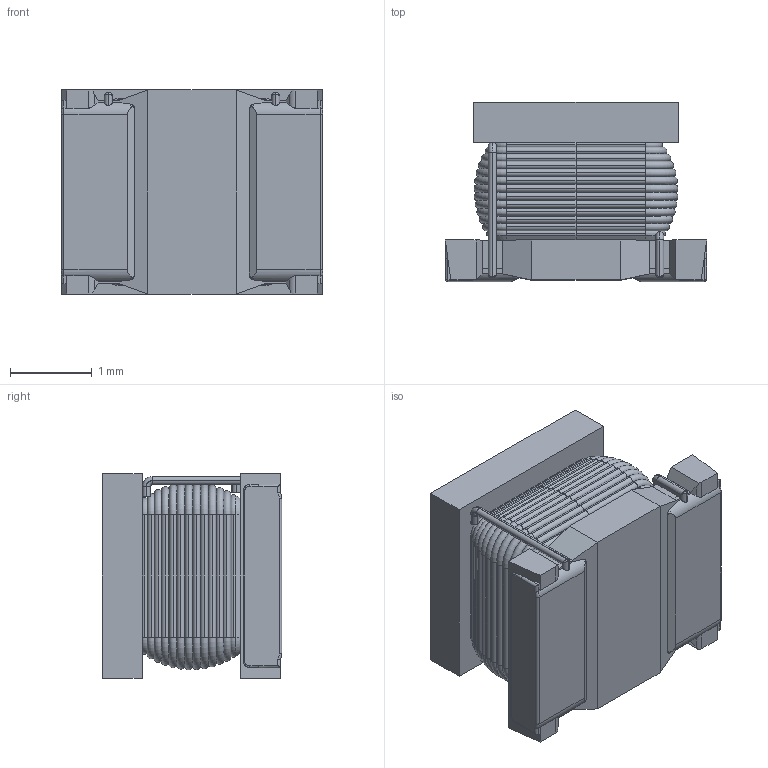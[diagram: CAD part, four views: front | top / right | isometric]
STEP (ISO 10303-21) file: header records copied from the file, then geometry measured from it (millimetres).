
FILE_DESCRIPTION (( 'STEP AP214' ), '1' );
FILE_NAME ('LQH32DN1R0M23L.STEP', '2020-01-28T17:48:28', ( '' ), ( '' ), 'SwSTEP 2.0', 'SolidWorks 2017', '' );
FILE_SCHEMA (( 'AUTOMOTIVE_DESIGN' ));
Length unit declared in the file: millimetre
Products named in the file (1): LQH32DN1R0M23L
Bounding box: 3.2 x 2.2 x 2.5 mm (x, y, z)
Volume: 12.9 mm3; surface area: 74.5 mm2
Topology: 7 solids, 7 shells, 361 faces, 857 edges, 506 vertices
Faces by surface type: cylinder 188, plane 83, torus 78, bspline 12
Entity records: 10862 total; most frequent: CARTESIAN_POINT 2421, DIRECTION 1888, ORIENTED_EDGE 1706, EDGE_CURVE 853, AXIS2_PLACEMENT_3D 757, VERTEX_POINT 506, CIRCLE 407, VECTOR 374
